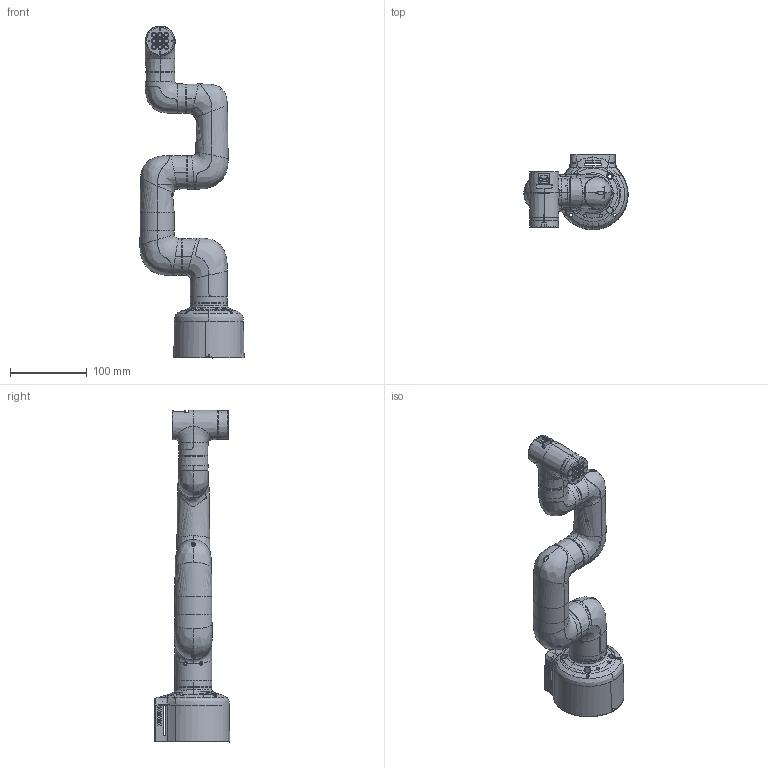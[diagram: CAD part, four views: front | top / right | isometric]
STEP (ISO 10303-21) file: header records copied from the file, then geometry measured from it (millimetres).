
FILE_DESCRIPTION (( 'STEP AP214' ), '1' );
FILE_NAME ('淕极俋楷耀倰(M5).STEP', '2021-11-18T02:29:46', ( 'China' ), ( 'Home' ), 'SwSTEP 2.0', 'SolidWorks 2018', '' );
FILE_SCHEMA (( 'AUTOMOTIVE_DESIGN' ));
Length unit declared in the file: millimetre
Products named in the file (1): 淕极俋楷耀倰(M5)
Bounding box: 135.61 x 98.63 x 432.05 mm (x, y, z)
Volume: 571396.5 mm3; surface area: 289343.6 mm2
Topology: 15 solids, 19 shells, 4159 faces, 11477 edges, 7531 vertices
Faces by surface type: plane 1778, cone 853, cylinder 695, bspline 598, torus 213, sphere 22
Entity records: 316332 total; most frequent: CARTESIAN_POINT 176988, ORIENTED_EDGE 22896, DIRECTION 17323, EDGE_CURVE 11448, VERTEX_POINT 7527, AXIS2_PLACEMENT_3D 6529, EDGE_LOOP 4595, VECTOR 4265
